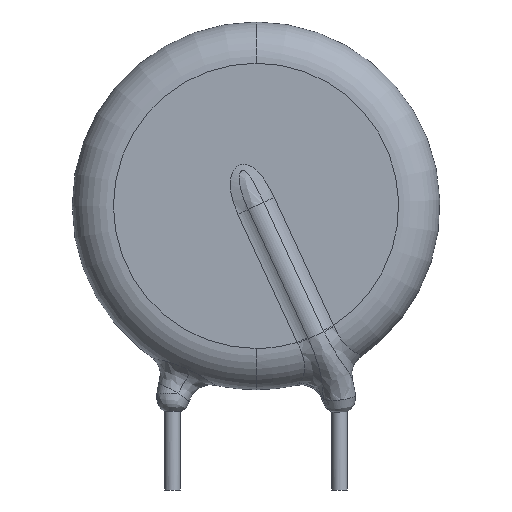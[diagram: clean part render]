
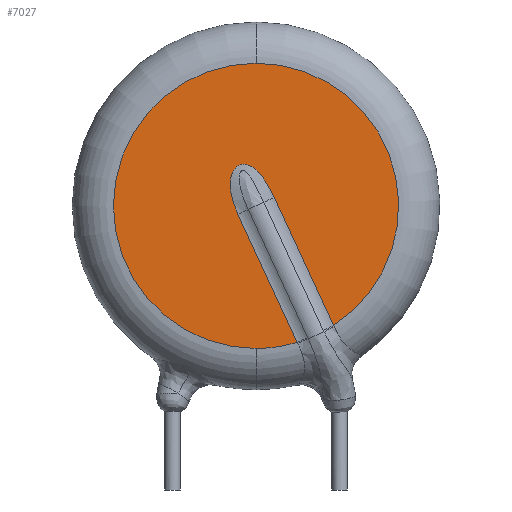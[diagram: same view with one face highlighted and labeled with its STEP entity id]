
A CAD part, front view. The second image highlights one B-rep face of the part: STEP entity #7027.
In plain terms, the highlighted planar face has unit normal (0, -1, 0).
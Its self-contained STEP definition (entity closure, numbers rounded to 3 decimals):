
#194 = CIRCLE ( 'NONE', #15311, 6.4 ) ;
#474 = ORIENTED_EDGE ( 'NONE', *, *, #7444, .F. ) ;
#1063 = CARTESIAN_POINT ( 'NONE',  ( -0.955, -1.85, 10.921 ) ) ;
#1314 = CARTESIAN_POINT ( 'NONE',  ( 0.735, -1.85, 9.808 ) ) ;
#1413 = VERTEX_POINT ( 'NONE', #11085 ) ;
#1583 = CARTESIAN_POINT ( 'NONE',  ( -0.066, -1.85, 10.918 ) ) ;
#1661 = CARTESIAN_POINT ( 'NONE',  ( -0.319, -1.85, 11.07 ) ) ;
#2176 = CARTESIAN_POINT ( 'NONE',  ( 0.818, -1.85, 9.629 ) ) ;
#2198 = DIRECTION ( 'NONE',  ( 0., 1., 0. ) ) ;
#2228 = DIRECTION ( 'NONE',  ( 0., 0., 1. ) ) ;
#2436 = VECTOR ( 'NONE', #7856, 1000. ) ;
#2481 = CARTESIAN_POINT ( 'NONE',  ( 0., -1.85, 9.25 ) ) ;
#2482 = DIRECTION ( 'NONE',  ( 0.421, 0., -0.907 ) ) ;
#2747 = CARTESIAN_POINT ( 'NONE',  ( -0.715, -1.85, 11.096 ) ) ;
#2877 = EDGE_CURVE ( 'NONE', #9138, #11870, #14080, .T. ) ;
#2903 = DIRECTION ( 'NONE',  ( 0., 0., 1. ) ) ;
#3512 = CARTESIAN_POINT ( 'NONE',  ( -0.886, -1.85, 10.996 ) ) ;
#3535 = CARTESIAN_POINT ( 'NONE',  ( 0., -1.85, 15.65 ) ) ;
#3850 = EDGE_LOOP ( 'NONE', ( #7082, #5259, #15442, #11357, #474, #10755 ) ) ;
#4003 = CARTESIAN_POINT ( 'NONE',  ( 0.818, -1.85, 9.629 ) ) ;
#4204 = EDGE_CURVE ( 'NONE', #1413, #11131, #8365, .T. ) ;
#4224 = DIRECTION ( 'NONE',  ( 0., 1., 0. ) ) ;
#4376 = CARTESIAN_POINT ( 'NONE',  ( 0., -1.85, 9.25 ) ) ;
#4556 = CARTESIAN_POINT ( 'NONE',  ( 3.483, -1.85, 3.881 ) ) ;
#4979 = DIRECTION ( 'NONE',  ( 0., 1., 0. ) ) ;
#5011 = VERTEX_POINT ( 'NONE', #8471 ) ;
#5072 = CARTESIAN_POINT ( 'NONE',  ( -0.97, -1.85, 9.228 ) ) ;
#5198 = LINE ( 'NONE', #9211, #2436 ) ;
#5259 = ORIENTED_EDGE ( 'NONE', *, *, #16733, .T. ) ;
#5674 = PLANE ( 'NONE',  #14949 ) ;
#5922 = DIRECTION ( 'NONE',  ( 0., 1., 0. ) ) ;
#6102 = CARTESIAN_POINT ( 'NONE',  ( -1.125, -1.85, 9.785 ) ) ;
#6538 = CARTESIAN_POINT ( 'NONE',  ( -0.614, -1.85, 11.118 ) ) ;
#7027 = ADVANCED_FACE ( 'NONE', ( #13431 ), #5674, .F. ) ;
#7082 = ORIENTED_EDGE ( 'NONE', *, *, #13559, .F. ) ;
#7406 = VECTOR ( 'NONE', #2482, 1000. ) ;
#7444 = EDGE_CURVE ( 'NONE', #11131, #11870, #11991, .T. ) ;
#7721 = CARTESIAN_POINT ( 'NONE',  ( 0.645, -1.85, 9.983 ) ) ;
#7856 = DIRECTION ( 'NONE',  ( -0.421, 0., 0.907 ) ) ;
#8365 = CIRCLE ( 'NONE', #9157, 6.4 ) ;
#8471 = CARTESIAN_POINT ( 'NONE',  ( -0.818, -1.85, 8.871 ) ) ;
#8825 = CARTESIAN_POINT ( 'NONE',  ( 0.818, -1.85, 9.629 ) ) ;
#8996 = CARTESIAN_POINT ( 'NONE',  ( 0.446, -1.85, 10.322 ) ) ;
#9138 = VERTEX_POINT ( 'NONE', #2176 ) ;
#9157 = AXIS2_PLACEMENT_3D ( 'NONE', #4376, #4224, #2903 ) ;
#9211 = CARTESIAN_POINT ( 'NONE',  ( -0.818, -1.85, 8.871 ) ) ;
#9735 = B_SPLINE_CURVE_WITH_KNOTS ( 'NONE', 3,
 ( #15346, #12839, #5072, #12664, #6102, #9931, #10269, #15428, #15093, #1063, #3512, #2747, #6538, #12923, #1661, #11891, #1583, #10520, #15601, #15682, #8996, #7721, #1314, #4003 ),
 .UNSPECIFIED., .F., .F.,
 ( 4, 2, 2, 2, 2, 2, 2, 2, 2, 2, 2, 4 ),
 ( 0., 0.001, 0.001, 0.002, 0.002, 0.002, 0.003, 0.003, 0.003, 0.003, 0.004, 0.005 ),
 .UNSPECIFIED. ) ;
#9869 = DIRECTION ( 'NONE',  ( 0., 0., 1. ) ) ;
#9931 = CARTESIAN_POINT ( 'NONE',  ( -1.165, -1.85, 10.172 ) ) ;
#10269 = CARTESIAN_POINT ( 'NONE',  ( -1.163, -1.85, 10.372 ) ) ;
#10520 = CARTESIAN_POINT ( 'NONE',  ( 0.081, -1.85, 10.786 ) ) ;
#10755 = ORIENTED_EDGE ( 'NONE', *, *, #4204, .F. ) ;
#11085 = CARTESIAN_POINT ( 'NONE',  ( 0., -1.85, 2.85 ) ) ;
#11131 = VERTEX_POINT ( 'NONE', #3535 ) ;
#11357 = ORIENTED_EDGE ( 'NONE', *, *, #2877, .T. ) ;
#11870 = VERTEX_POINT ( 'NONE', #4556 ) ;
#11891 = CARTESIAN_POINT ( 'NONE',  ( -0.145, -1.85, 10.977 ) ) ;
#11991 = CIRCLE ( 'NONE', #16050, 6.4 ) ;
#12486 = CARTESIAN_POINT ( 'NONE',  ( 0., -1.85, 9.25 ) ) ;
#12664 = CARTESIAN_POINT ( 'NONE',  ( -1.083, -1.85, 9.597 ) ) ;
#12836 = CARTESIAN_POINT ( 'NONE',  ( 1.848, -1.85, 3.123 ) ) ;
#12839 = CARTESIAN_POINT ( 'NONE',  ( -0.9, -1.85, 9.048 ) ) ;
#12923 = CARTESIAN_POINT ( 'NONE',  ( -0.415, -1.85, 11.104 ) ) ;
#13431 = FACE_OUTER_BOUND ( 'NONE', #3850, .T. ) ;
#13559 = EDGE_CURVE ( 'NONE', #14573, #1413, #194, .T. ) ;
#14080 = LINE ( 'NONE', #8825, #7406 ) ;
#14573 = VERTEX_POINT ( 'NONE', #12836 ) ;
#14772 = DIRECTION ( 'NONE',  ( 0., 0., 1. ) ) ;
#14949 = AXIS2_PLACEMENT_3D ( 'NONE', #2481, #4979, #2228 ) ;
#15093 = CARTESIAN_POINT ( 'NONE',  ( -1.059, -1.85, 10.752 ) ) ;
#15268 = EDGE_CURVE ( 'NONE', #5011, #9138, #9735, .T. ) ;
#15311 = AXIS2_PLACEMENT_3D ( 'NONE', #12486, #5922, #14772 ) ;
#15346 = CARTESIAN_POINT ( 'NONE',  ( -0.818, -1.85, 8.871 ) ) ;
#15428 = CARTESIAN_POINT ( 'NONE',  ( -1.094, -1.85, 10.657 ) ) ;
#15442 = ORIENTED_EDGE ( 'NONE', *, *, #15268, .T. ) ;
#15601 = CARTESIAN_POINT ( 'NONE',  ( 0.148, -1.85, 10.714 ) ) ;
#15682 = CARTESIAN_POINT ( 'NONE',  ( 0.337, -1.85, 10.488 ) ) ;
#16050 = AXIS2_PLACEMENT_3D ( 'NONE', #16402, #2198, #9869 ) ;
#16402 = CARTESIAN_POINT ( 'NONE',  ( 0., -1.85, 9.25 ) ) ;
#16733 = EDGE_CURVE ( 'NONE', #14573, #5011, #5198, .T. ) ;
